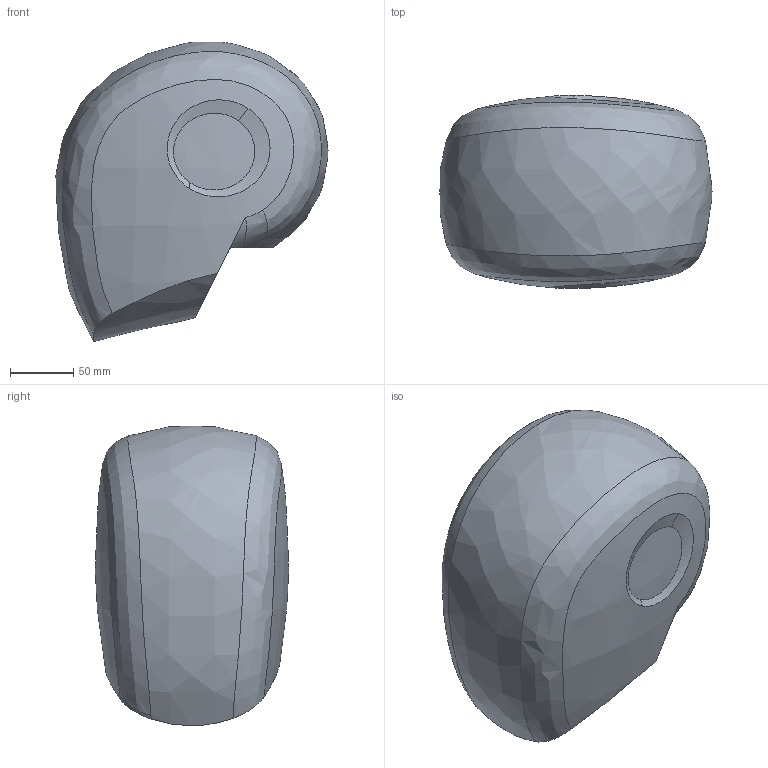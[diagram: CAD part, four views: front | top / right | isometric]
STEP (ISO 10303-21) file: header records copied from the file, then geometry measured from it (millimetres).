
FILE_DESCRIPTION(/* description */ (''),/* implementation_level */ '2;1');
FILE_NAME(/* name */ 'BREP_3_1.stp',/* time_stamp */ '2017-01-08T10:56:47-05:00',/* author */ ('jeff1'),/* organization */ (''),/* preprocessor_version */ 'ST-DEVELOPER v16.5',/* originating_system */ 'Autodesk Inventor 2017',/* authorisation */ '');
FILE_SCHEMA (('AUTOMOTIVE_DESIGN { 1 0 10303 214 3 1 1 }'));
Length unit declared in the file: inch
Products named in the file (1): BREP_3_1
Bounding box: 214.62 x 152.34 x 236.14 mm (x, y, z)
Volume: 4539311.5 mm3; surface area: 144348.7 mm2
Topology: 1 solids, 1 shells, 21 faces, 48 edges, 31 vertices
Faces by surface type: bspline 19, plane 2
Entity records: 2714 total; most frequent: CARTESIAN_POINT 2341, ORIENTED_EDGE 96, EDGE_CURVE 48, B_SPLINE_CURVE_WITH_KNOTS 40, VERTEX_POINT 31, EDGE_LOOP 23, FACE_OUTER_BOUND 21, ADVANCED_FACE 21
